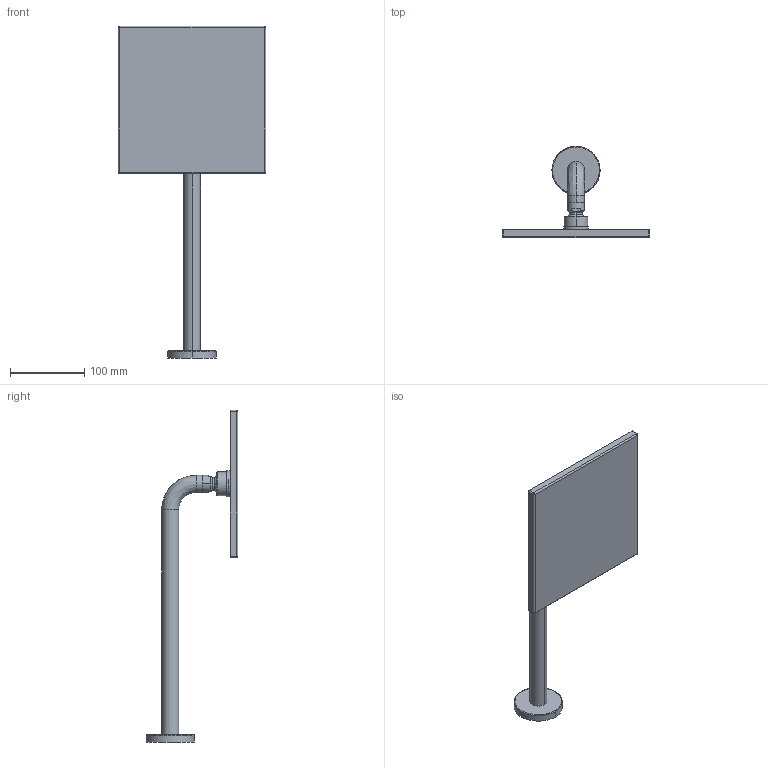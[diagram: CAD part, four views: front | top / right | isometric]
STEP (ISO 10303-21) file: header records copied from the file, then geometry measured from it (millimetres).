
FILE_DESCRIPTION (( 'STEP AP203' ), '1' );
FILE_NAME ('4426024033(2023).STEP', '2023-11-23T11:08:28', ( '' ), ( '' ), 'SwSTEP 2.0', 'SolidWorks 2016', '' );
FILE_SCHEMA (( 'CONFIG_CONTROL_DESIGN' ));
Length unit declared in the file: millimetre
Products named in the file (1): 4426024033(2023)
Bounding box: 199.4 x 123.95 x 448.2 mm (x, y, z)
Volume: 612842.6 mm3; surface area: 124614.3 mm2
Topology: 1 solids, 1 shells, 63 faces, 155 edges, 95 vertices
Faces by surface type: cylinder 22, bspline 20, plane 19, cone 2
Entity records: 3041 total; most frequent: CARTESIAN_POINT 1580, ORIENTED_EDGE 302, DIRECTION 270, EDGE_CURVE 151, AXIS2_PLACEMENT_3D 109, VERTEX_POINT 95, EDGE_LOOP 68, CIRCLE 65
